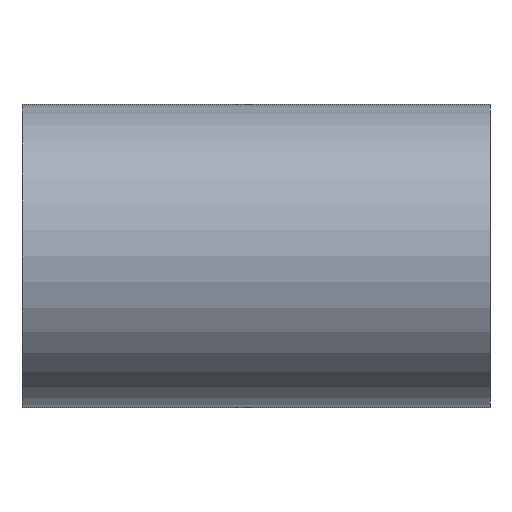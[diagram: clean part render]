
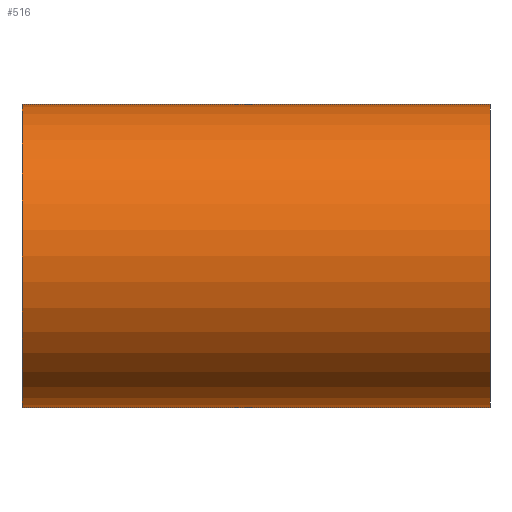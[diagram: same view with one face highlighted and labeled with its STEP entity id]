
A CAD part, front view. The second image highlights one B-rep face of the part: STEP entity #516.
In plain terms, the highlighted cylindrical face has radius 23 mm (diameter 46 mm), a partial arc.
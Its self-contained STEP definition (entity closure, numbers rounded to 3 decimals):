
#20 = CARTESIAN_POINT ( 'NONE',  ( 60., 0., -23. ) ) ;
#59 = CARTESIAN_POINT ( 'NONE',  ( -11., 0., 0. ) ) ;
#66 = DIRECTION ( 'NONE',  ( 1., 0., 0. ) ) ;
#168 = CARTESIAN_POINT ( 'NONE',  ( -11., 0., 0. ) ) ;
#175 = DIRECTION ( 'NONE',  ( 1., 0., 0. ) ) ;
#220 = EDGE_CURVE ( 'NONE', #273, #261, #955, .T. ) ;
#261 = VERTEX_POINT ( 'NONE', #564 ) ;
#273 = VERTEX_POINT ( 'NONE', #548 ) ;
#299 = EDGE_CURVE ( 'NONE', #273, #662, #855, .T. ) ;
#300 = AXIS2_PLACEMENT_3D ( 'NONE', #59, #66, #359 ) ;
#304 = VECTOR ( 'NONE', #376, 1000. ) ;
#359 = DIRECTION ( 'NONE',  ( 0., 0., -1. ) ) ;
#370 = CARTESIAN_POINT ( 'NONE',  ( 60., 0., 0. ) ) ;
#376 = DIRECTION ( 'NONE',  ( 1., 0., 0. ) ) ;
#391 = EDGE_CURVE ( 'NONE', #662, #1165, #1066, .T. ) ;
#410 = ORIENTED_EDGE ( 'NONE', *, *, #391, .F. ) ;
#456 = EDGE_CURVE ( 'NONE', #261, #1165, #675, .T. ) ;
#516 = ADVANCED_FACE ( 'NONE', ( #653 ), #1065, .T. ) ;
#548 = CARTESIAN_POINT ( 'NONE',  ( -11., 0., 23. ) ) ;
#559 = DIRECTION ( 'NONE',  ( 1., 0., 0. ) ) ;
#564 = CARTESIAN_POINT ( 'NONE',  ( -11., 0., -23. ) ) ;
#597 = ORIENTED_EDGE ( 'NONE', *, *, #456, .T. ) ;
#653 = FACE_OUTER_BOUND ( 'NONE', #1203, .T. ) ;
#662 = VERTEX_POINT ( 'NONE', #714 ) ;
#675 = LINE ( 'NONE', #1294, #304 ) ;
#714 = CARTESIAN_POINT ( 'NONE',  ( 60., 0., 23. ) ) ;
#759 = CARTESIAN_POINT ( 'NONE',  ( -11., 0., 23. ) ) ;
#855 = LINE ( 'NONE', #759, #1216 ) ;
#955 = CIRCLE ( 'NONE', #300, 23. ) ;
#967 = DIRECTION ( 'NONE',  ( 1., 0., 0. ) ) ;
#1065 = CYLINDRICAL_SURFACE ( 'NONE', #1287, 23. ) ;
#1066 = CIRCLE ( 'NONE', #1088, 23. ) ;
#1086 = DIRECTION ( 'NONE',  ( 0., 0., -1. ) ) ;
#1088 = AXIS2_PLACEMENT_3D ( 'NONE', #370, #175, #1086 ) ;
#1165 = VERTEX_POINT ( 'NONE', #20 ) ;
#1171 = DIRECTION ( 'NONE',  ( 0., 0., -1. ) ) ;
#1183 = ORIENTED_EDGE ( 'NONE', *, *, #299, .F. ) ;
#1203 = EDGE_LOOP ( 'NONE', ( #1183, #1266, #597, #410 ) ) ;
#1216 = VECTOR ( 'NONE', #967, 1000. ) ;
#1266 = ORIENTED_EDGE ( 'NONE', *, *, #220, .T. ) ;
#1287 = AXIS2_PLACEMENT_3D ( 'NONE', #168, #559, #1171 ) ;
#1294 = CARTESIAN_POINT ( 'NONE',  ( -11., 0., -23. ) ) ;
